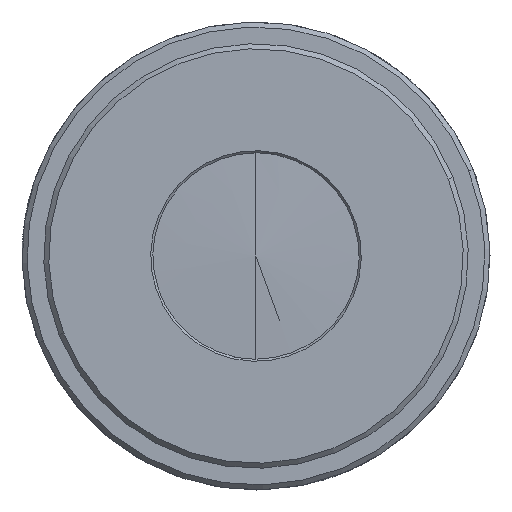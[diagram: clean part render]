
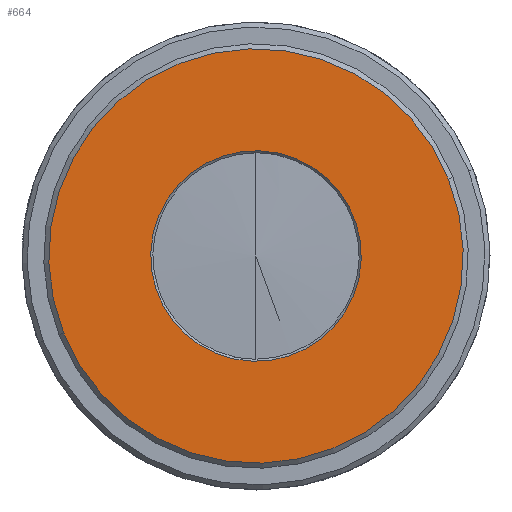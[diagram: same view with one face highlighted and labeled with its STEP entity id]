
A CAD part, left-side view. The second image highlights one B-rep face of the part: STEP entity #664.
In plain terms, the highlighted planar face has unit normal (-1, 0, 0).
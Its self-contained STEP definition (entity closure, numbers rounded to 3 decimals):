
#3 = AXIS2_PLACEMENT_3D ( 'NONE', #476, #585, #1169 ) ;
#7 = VERTEX_POINT ( 'NONE', #617 ) ;
#35 = AXIS2_PLACEMENT_3D ( 'NONE', #730, #650, #959 ) ;
#142 = CARTESIAN_POINT ( 'NONE',  ( -58.06, 0., 0. ) ) ;
#153 = CIRCLE ( 'NONE', #589, 12.4 ) ;
#168 = EDGE_LOOP ( 'NONE', ( #290, #186 ) ) ;
#169 = DIRECTION ( 'NONE',  ( 0., 0.928, -0.371 ) ) ;
#186 = ORIENTED_EDGE ( 'NONE', *, *, #259, .F. ) ;
#219 = PLANE ( 'NONE',  #785 ) ;
#259 = EDGE_CURVE ( 'NONE', #696, #1198, #569, .T. ) ;
#277 = VERTEX_POINT ( 'NONE', #1524 ) ;
#290 = ORIENTED_EDGE ( 'NONE', *, *, #1040, .F. ) ;
#383 = DIRECTION ( 'NONE',  ( 1., 0., 0. ) ) ;
#407 = FACE_OUTER_BOUND ( 'NONE', #168, .T. ) ;
#476 = CARTESIAN_POINT ( 'NONE',  ( -58.06, 0., 0. ) ) ;
#486 = DIRECTION ( 'NONE',  ( 0., -0.21, 0.978 ) ) ;
#497 = CARTESIAN_POINT ( 'NONE',  ( -58.06, 0., 0. ) ) ;
#503 = DIRECTION ( 'NONE',  ( 0., 0.928, -0.371 ) ) ;
#522 = CIRCLE ( 'NONE', #35, 6.3 ) ;
#569 = CIRCLE ( 'NONE', #3, 12.4 ) ;
#585 = DIRECTION ( 'NONE',  ( 1., 0., 0. ) ) ;
#589 = AXIS2_PLACEMENT_3D ( 'NONE', #142, #1082, #169 ) ;
#617 = CARTESIAN_POINT ( 'NONE',  ( -58.06, -1.32, 6.16 ) ) ;
#638 = ORIENTED_EDGE ( 'NONE', *, *, #996, .F. ) ;
#650 = DIRECTION ( 'NONE',  ( -1., 0., 0. ) ) ;
#664 = ADVANCED_FACE ( 'NONE', ( #407, #1190 ), #219, .F. ) ;
#696 = VERTEX_POINT ( 'NONE', #1476 ) ;
#723 = CIRCLE ( 'NONE', #962, 6.3 ) ;
#730 = CARTESIAN_POINT ( 'NONE',  ( -58.06, 0., 0. ) ) ;
#785 = AXIS2_PLACEMENT_3D ( 'NONE', #1211, #383, #503 ) ;
#959 = DIRECTION ( 'NONE',  ( 0., -0.21, 0.978 ) ) ;
#962 = AXIS2_PLACEMENT_3D ( 'NONE', #497, #1086, #486 ) ;
#996 = EDGE_CURVE ( 'NONE', #7, #277, #522, .T. ) ;
#1015 = EDGE_CURVE ( 'NONE', #277, #7, #723, .T. ) ;
#1040 = EDGE_CURVE ( 'NONE', #1198, #696, #153, .T. ) ;
#1082 = DIRECTION ( 'NONE',  ( 1., 0., 0. ) ) ;
#1086 = DIRECTION ( 'NONE',  ( -1., 0., 0. ) ) ;
#1169 = DIRECTION ( 'NONE',  ( 0., 0.928, -0.371 ) ) ;
#1190 = FACE_BOUND ( 'NONE', #1479, .T. ) ;
#1198 = VERTEX_POINT ( 'NONE', #1511 ) ;
#1211 = CARTESIAN_POINT ( 'NONE',  ( -58.06, -16.312, -6.989 ) ) ;
#1355 = ORIENTED_EDGE ( 'NONE', *, *, #1015, .F. ) ;
#1476 = CARTESIAN_POINT ( 'NONE',  ( -58.06, -11.513, 4.606 ) ) ;
#1479 = EDGE_LOOP ( 'NONE', ( #638, #1355 ) ) ;
#1511 = CARTESIAN_POINT ( 'NONE',  ( -58.06, 11.513, -4.606 ) ) ;
#1524 = CARTESIAN_POINT ( 'NONE',  ( -58.06, 1.32, -6.16 ) ) ;
